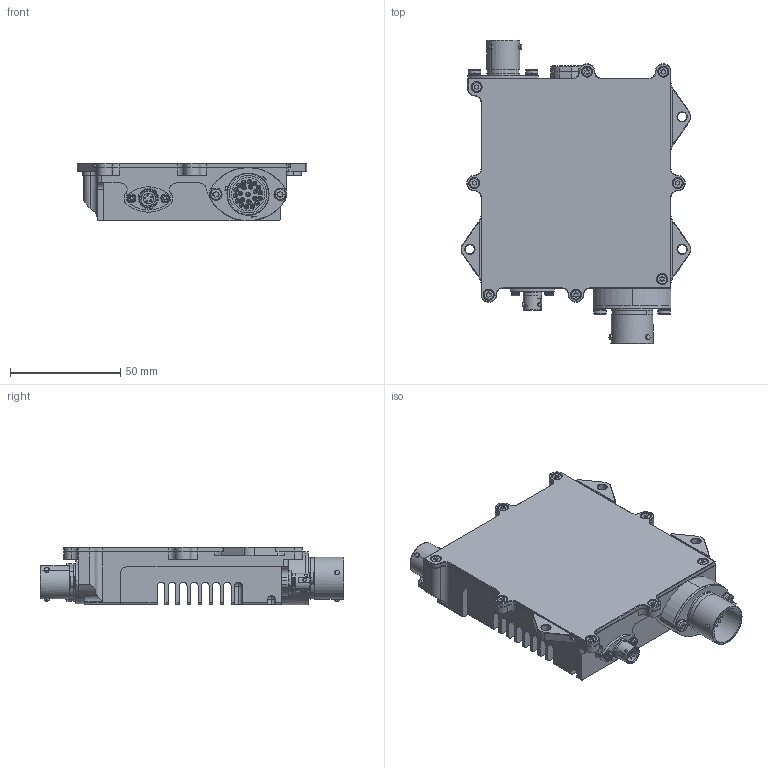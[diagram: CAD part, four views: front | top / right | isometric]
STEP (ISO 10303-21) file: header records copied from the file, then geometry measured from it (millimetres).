
FILE_DESCRIPTION (( 'STEP AP214' ), '1' );
FILE_NAME ('ENS_083_00_BB_SPS_Site_Web.STEP', '2020-05-15T08:03:53', ( '' ), ( '' ), 'SwSTEP 2.0', 'SolidWorks 2019', '' );
FILE_SCHEMA (( 'AUTOMOTIVE_DESIGN' ));
Length unit declared in the file: millimetre
Products named in the file (12): SOURIAU_8STA_00205_PN_Avec_connecteurs; SOURIAU_CS190002ST.--.AS0-10-35SN---------; MAF_437_Boitier_BB_SPS_MAF_437_00; SOURIAU_8STA-12-35PN_Avec_connecteurs; MAF_438_Capot_BB_SPS_MAF_438_00; vis Torx TCBL_INOX_M2x6; Vis Torx téte fraisée_M2,5x5; vis Torx TCBL_INOX_M3x8; GORE_Events vissables; Rondelle s�rie Z-M-L-LL_Inox_�2 s�rie Z Inox A4; Rondelle s�rie Z-M-L-LL_Inox_�2,5 s�rie Z Inox A4; ENS_083_00_BB_SPS_Site_Web
Assembly tree (26 placements, depth 2):
  ENS_083_00_BB_SPS_Site_Web
    MAF_437_Boitier_BB_SPS_MAF_437_00
    MAF_438_Capot_BB_SPS_MAF_438_00
    SOURIAU_8STA_00205_PN_Avec_connecteurs
    SOURIAU_8STA-12-35PN_Avec_connecteurs
    SOURIAU_CS190002ST.--.AS0-10-35SN---------
    GORE_Events vissables
    Rondelle s�rie Z-M-L-LL_Inox_�2,5 s�rie Z Inox A4  x4
    Rondelle s�rie Z-M-L-LL_Inox_�2 s�rie Z Inox A4  x2
    vis Torx TCBL_INOX_M3x8  x4
    vis Torx TCBL_INOX_M2x6  x2
    Vis Torx téte fraisée_M2,5x5  x8
Bounding box: 104 x 137.42 x 26.2 mm (x, y, z)
Volume: 164455.2 mm3; surface area: 88459.5 mm2
Topology: 54 solids, 63 shells, 2041 faces, 5142 edges, 3203 vertices
Faces by surface type: cylinder 888, plane 627, cone 226, torus 146, sphere 84, bspline 70
Entity records: 57410 total; most frequent: CARTESIAN_POINT 12671, DIRECTION 8515, ORIENTED_EDGE 7682, EDGE_CURVE 3841, AXIS2_PLACEMENT_3D 3362, VERTEX_POINT 2421, EDGE_LOOP 1810, CIRCLE 1806
